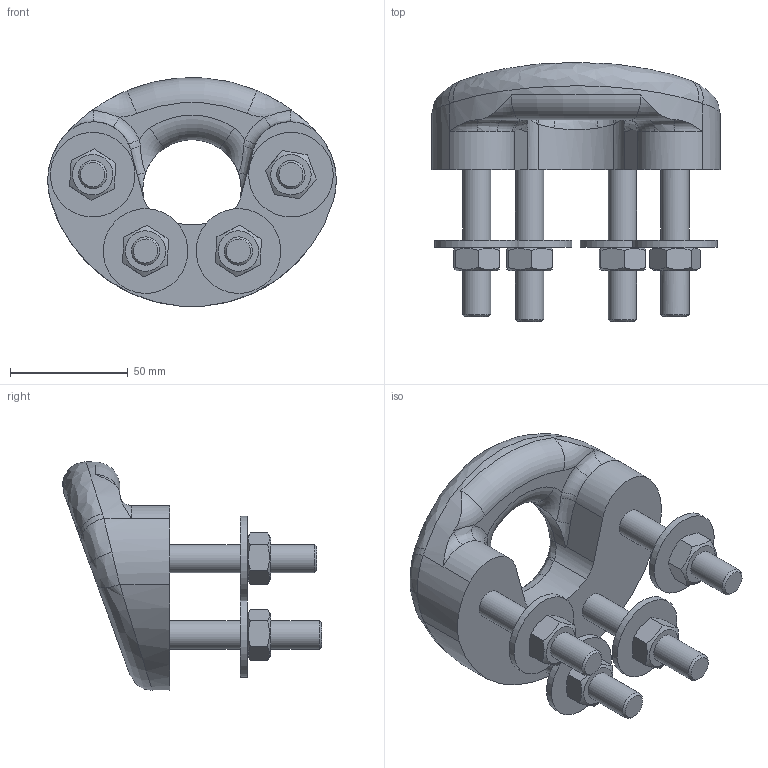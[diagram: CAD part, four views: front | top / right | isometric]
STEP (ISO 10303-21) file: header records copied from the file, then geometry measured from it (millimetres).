
FILE_DESCRIPTION(/* description */ (''),/* implementation_level */ '2;1');
FILE_NAME(/* name */ '7614.stp',/* time_stamp */ '2020-05-19T14:57:14+02:00',/* author */ ('francesca'),/* organization */ (''),/* preprocessor_version */ 'ST-DEVELOPER v18.1',/* originating_system */ 'Autodesk Inventor 2021',/* authorisation */ '');
FILE_SCHEMA (('AUTOMOTIVE_DESIGN { 1 0 10303 214 3 1 1 }'));
Length unit declared in the file: millimetre
Products named in the file (1): 19041518
Bounding box: 122.71 x 110.16 x 97.2 mm (x, y, z)
Volume: 246561 mm3; surface area: 47042.4 mm2
Topology: 1 solids, 1 shells, 123 faces, 305 edges, 203 vertices
Faces by surface type: plane 51, cylinder 26, bspline 24, cone 12, torus 10
Full cylindrical faces by diameter (mm): 12 x8, 13 x4, 36 x4
Entity records: 4522 total; most frequent: CARTESIAN_POINT 1673, ORIENTED_EDGE 610, DIRECTION 574, EDGE_CURVE 305, AXIS2_PLACEMENT_3D 253, VERTEX_POINT 203, EDGE_LOOP 144, CIRCLE 129
